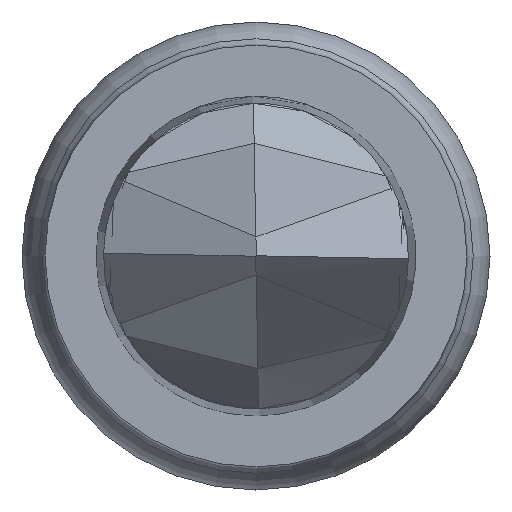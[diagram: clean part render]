
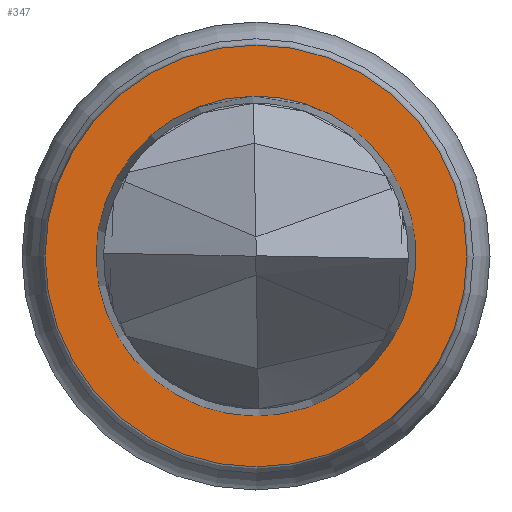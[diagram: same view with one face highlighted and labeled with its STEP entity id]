
A CAD part, left-side view. The second image highlights one B-rep face of the part: STEP entity #347.
In plain terms, the highlighted planar face has unit normal (-1, 0, 0).
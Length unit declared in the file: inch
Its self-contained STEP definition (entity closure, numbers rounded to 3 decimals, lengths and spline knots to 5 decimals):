
#2 = CARTESIAN_POINT ( 'NONE',  ( 0., 0., 0. ) ) ;
#125 = CARTESIAN_POINT ( 'NONE',  ( 0., 0., 0. ) ) ;
#146 = ORIENTED_EDGE ( 'NONE', *, *, #901, .T. ) ;
#174 = DIRECTION ( 'NONE',  ( 0., 0., -1. ) ) ;
#261 = EDGE_CURVE ( 'NONE', #619, #619, #2588, .T. ) ;
#319 = ORIENTED_EDGE ( 'NONE', *, *, #261, .F. ) ;
#347 = ADVANCED_FACE ( 'NONE', ( #2881, #2716 ), #898, .F. ) ;
#393 = CARTESIAN_POINT ( 'NONE',  ( 0., 0., -0.01839 ) ) ;
#451 = EDGE_LOOP ( 'NONE', ( #146 ) ) ;
#566 = AXIS2_PLACEMENT_3D ( 'NONE', #125, #1272, #174 ) ;
#602 = VERTEX_POINT ( 'NONE', #393 ) ;
#619 = VERTEX_POINT ( 'NONE', #858 ) ;
#858 = CARTESIAN_POINT ( 'NONE',  ( 0., 0., -0.02425 ) ) ;
#898 = PLANE ( 'NONE',  #1888 ) ;
#901 = EDGE_CURVE ( 'NONE', #602, #602, #1467, .T. ) ;
#1094 = DIRECTION ( 'NONE',  ( 0., 0., -1. ) ) ;
#1157 = DIRECTION ( 'NONE',  ( 1., 0., 0. ) ) ;
#1216 = CARTESIAN_POINT ( 'NONE',  ( 0., 0.02725, 0. ) ) ;
#1272 = DIRECTION ( 'NONE',  ( 1., 0., 0. ) ) ;
#1306 = DIRECTION ( 'NONE',  ( 1., 0., 0. ) ) ;
#1467 = CIRCLE ( 'NONE', #566, 0.01839 ) ;
#1888 = AXIS2_PLACEMENT_3D ( 'NONE', #1216, #1157, #2747 ) ;
#2588 = CIRCLE ( 'NONE', #2633, 0.02425 ) ;
#2633 = AXIS2_PLACEMENT_3D ( 'NONE', #2, #1306, #1094 ) ;
#2716 = FACE_OUTER_BOUND ( 'NONE', #2799, .T. ) ;
#2747 = DIRECTION ( 'NONE',  ( 0., 0., -1. ) ) ;
#2799 = EDGE_LOOP ( 'NONE', ( #319 ) ) ;
#2881 = FACE_BOUND ( 'NONE', #451, .T. ) ;
